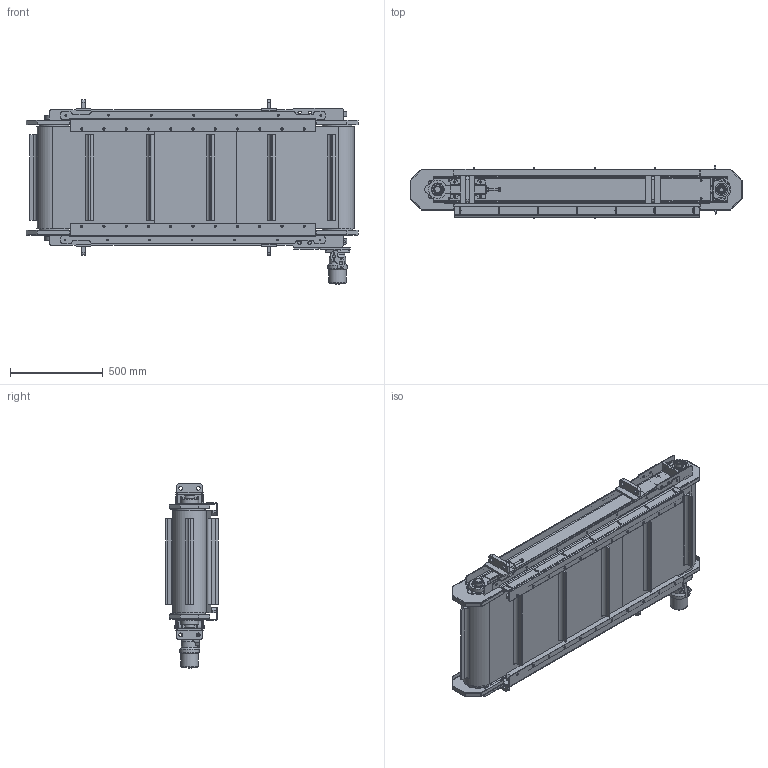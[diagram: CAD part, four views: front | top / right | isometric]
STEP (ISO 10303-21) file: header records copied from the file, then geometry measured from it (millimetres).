
FILE_DESCRIPTION(/* description */ ('Permanent overbelt NdFeB magnet 33/1000'),/* implementation_level */ '2;1');
FILE_NAME(/* name */ 'RONC100530.stp',/* time_stamp */ '2018-01-12T12:01:24+01:00',/* author */ ('ph'),/* organization */ (''),/* preprocessor_version */ 'ST-DEVELOPER v16.5',/* originating_system */ 'Autodesk Inventor 2017',/* authorisation */ '');
FILE_SCHEMA (('CONFIG_CONTROL_DESIGN'));
Length unit declared in the file: millimetre
Products named in the file (20): RONC100330; RONC_003_03; ROFC_002_03; ROFC_001_03; 15_8900040; 15_8500035; 76_4090008; RONC_004_03; RONC_005_03; RONC_009_03; RONC_010_03; RONC_011_03; A213_030001; A213_030003; A213_030004; 70_0100010; 50_1110025; 53_0006012; RONC_009_03_1; RONC_016_03
Assembly tree (34 placements, depth 2):
  RONC100330
    RONC_003_03
    ROFC_002_03
    ROFC_001_03
    15_8900040  x2
    15_8500035  x2
    76_4090008
    RONC_004_03
    RONC_005_03
    RONC_009_03
    RONC_010_03  x2
    RONC_011_03  x2
    A213_030001  x2
    A213_030003  x2
    A213_030004  x2
    70_0100010  x4
    50_1110025  x4
    53_0006012
    RONC_009_03_1  x2
    RONC_016_03  x2
Bounding box: 1790 x 283.41 x 995.5 mm (x, y, z)
Volume: 95658113.1 mm3; surface area: 14970751.5 mm2
Topology: 52 solids, 56 shells, 2179 faces, 5562 edges, 3576 vertices
Faces by surface type: plane 1212, cylinder 733, cone 143, bspline 68, sphere 16, torus 7
Full cylindrical faces by diameter (mm): 1 x4, 4.917 x2, 5 x2, 6 x1, 6.5 x14, 6.647 x4, 7 x22, 7.782 x2, 8.376 x4, 8.5 x22, 9 x24, 9.188 x4, 9.32 x2, 10 x54, 10.106 x4, 10.5 x4, 11.5 x8, 12 x4, 12.3 x2, 12.5 x2, 13 x20, 13.5 x2, 15.4 x4, 18 x2, 18.631 x2, 20 x12, 25 x1, 28.56 x1, 35 x6, 40 x6
Entity records: 44115 total; most frequent: CARTESIAN_POINT 9330, DIRECTION 6949, ORIENTED_EDGE 6630, EDGE_CURVE 3313, AXIS2_PLACEMENT_3D 2361, VERTEX_POINT 2278, LINE 2227, VECTOR 2227
